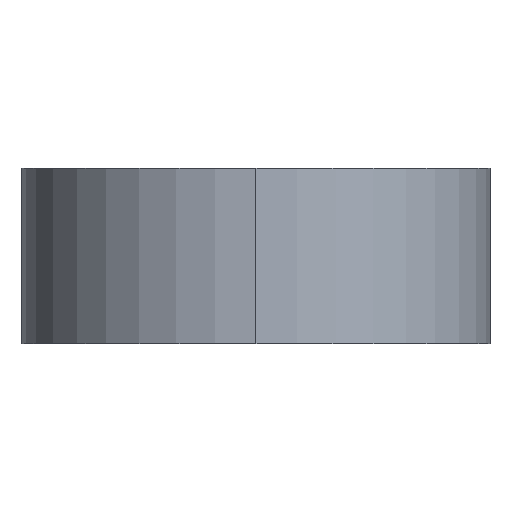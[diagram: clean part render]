
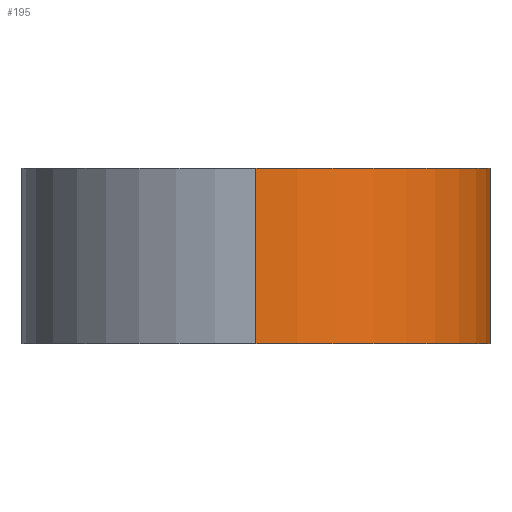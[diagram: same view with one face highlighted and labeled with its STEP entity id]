
A CAD part, left-side view. The second image highlights one B-rep face of the part: STEP entity #195.
In plain terms, the highlighted cylindrical face has radius 12.7 mm (diameter 25.4 mm), a partial arc.
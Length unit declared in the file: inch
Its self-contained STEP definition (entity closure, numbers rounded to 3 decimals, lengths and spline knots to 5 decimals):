
#25 = EDGE_CURVE ( 'NONE', #1311, #435, #974, .T. ) ;
#134 = CARTESIAN_POINT ( 'NONE',  ( 0., 0., 0.375 ) ) ;
#156 = VERTEX_POINT ( 'NONE', #606 ) ;
#188 = CARTESIAN_POINT ( 'NONE',  ( 0., 0., 0. ) ) ;
#195 = ADVANCED_FACE ( 'NONE', ( #1324 ), #565, .T. ) ;
#215 = CARTESIAN_POINT ( 'NONE',  ( 0., -0.5, 0.375 ) ) ;
#284 = AXIS2_PLACEMENT_3D ( 'NONE', #1069, #1096, #444 ) ;
#435 = VERTEX_POINT ( 'NONE', #1441 ) ;
#444 = DIRECTION ( 'NONE',  ( -1., 0., 0. ) ) ;
#463 = EDGE_CURVE ( 'NONE', #1571, #1311, #1186, .T. ) ;
#464 = DIRECTION ( 'NONE',  ( 0., 0., 1. ) ) ;
#482 = DIRECTION ( 'NONE',  ( 0., 0., -1. ) ) ;
#552 = ORIENTED_EDGE ( 'NONE', *, *, #25, .F. ) ;
#562 = ORIENTED_EDGE ( 'NONE', *, *, #1281, .T. ) ;
#564 = ORIENTED_EDGE ( 'NONE', *, *, #607, .T. ) ;
#565 = CYLINDRICAL_SURFACE ( 'NONE', #284, 0.5 ) ;
#584 = DIRECTION ( 'NONE',  ( 0., 0., 1. ) ) ;
#593 = DIRECTION ( 'NONE',  ( 1., 0., 0. ) ) ;
#606 = CARTESIAN_POINT ( 'NONE',  ( -0.5, 0., 0. ) ) ;
#607 = EDGE_CURVE ( 'NONE', #1571, #156, #1387, .T. ) ;
#690 = EDGE_LOOP ( 'NONE', ( #1197, #564, #562, #552 ) ) ;
#724 = CIRCLE ( 'NONE', #1238, 0.5 ) ;
#873 = CARTESIAN_POINT ( 'NONE',  ( -0.5, 0., 0.375 ) ) ;
#974 = LINE ( 'NONE', #215, #1425 ) ;
#1069 = CARTESIAN_POINT ( 'NONE',  ( 0., 0., 0.375 ) ) ;
#1096 = DIRECTION ( 'NONE',  ( 0., 0., -1. ) ) ;
#1186 = CIRCLE ( 'NONE', #1614, 0.5 ) ;
#1197 = ORIENTED_EDGE ( 'NONE', *, *, #463, .F. ) ;
#1230 = CARTESIAN_POINT ( 'NONE',  ( 0., -0.5, 0.375 ) ) ;
#1238 = AXIS2_PLACEMENT_3D ( 'NONE', #188, #584, #1489 ) ;
#1281 = EDGE_CURVE ( 'NONE', #156, #435, #724, .T. ) ;
#1311 = VERTEX_POINT ( 'NONE', #1230 ) ;
#1324 = FACE_OUTER_BOUND ( 'NONE', #690, .T. ) ;
#1387 = LINE ( 'NONE', #873, #1533 ) ;
#1425 = VECTOR ( 'NONE', #1490, 39.37008 ) ;
#1441 = CARTESIAN_POINT ( 'NONE',  ( 0., -0.5, 0. ) ) ;
#1442 = CARTESIAN_POINT ( 'NONE',  ( -0.5, 0., 0.375 ) ) ;
#1489 = DIRECTION ( 'NONE',  ( 1., 0., 0. ) ) ;
#1490 = DIRECTION ( 'NONE',  ( 0., 0., -1. ) ) ;
#1533 = VECTOR ( 'NONE', #482, 39.37008 ) ;
#1571 = VERTEX_POINT ( 'NONE', #1442 ) ;
#1614 = AXIS2_PLACEMENT_3D ( 'NONE', #134, #464, #593 ) ;
